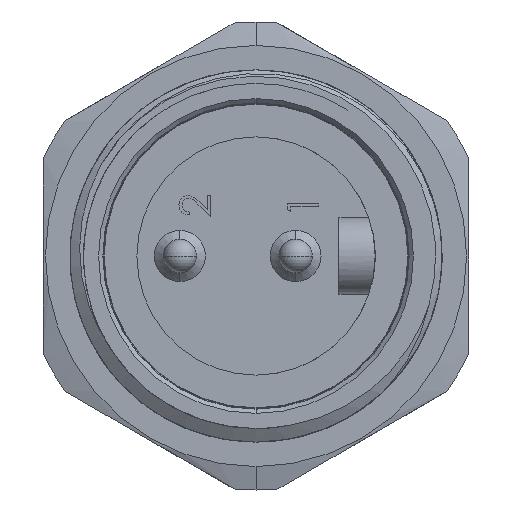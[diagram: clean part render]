
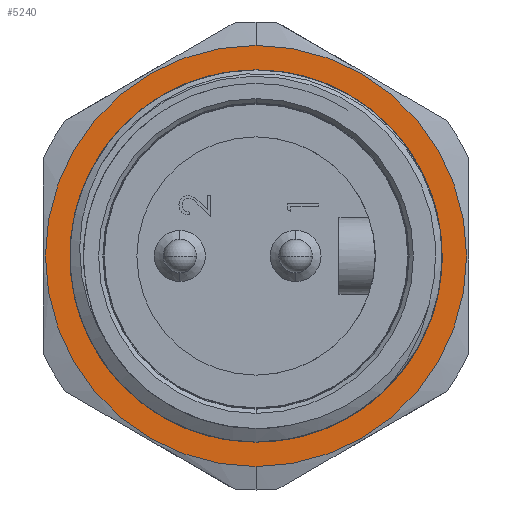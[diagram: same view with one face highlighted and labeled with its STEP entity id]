
A CAD part, left-side view. The second image highlights one B-rep face of the part: STEP entity #5240.
In plain terms, the highlighted planar face has unit normal (-1, 0, 0).
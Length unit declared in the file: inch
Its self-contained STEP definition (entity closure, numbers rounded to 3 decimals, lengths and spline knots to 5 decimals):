
#620 = FACE_OUTER_BOUND ( 'NONE', #5031, .T. ) ;
#621 = FACE_BOUND ( 'NONE', #5027, .T. ) ;
#690 = DIRECTION ( 'NONE',  ( 0., 0., -1. ) ) ;
#691 = DIRECTION ( 'NONE',  ( 1., 0., 0. ) ) ;
#692 = CARTESIAN_POINT ( 'NONE',  ( 0.307, 0.55, 0. ) ) ;
#693 = AXIS2_PLACEMENT_3D ( 'NONE', #692, #691, #690 ) ;
#694 = PLANE ( 'NONE',  #693 ) ;
#4731 = VERTEX_POINT ( 'NONE', #7491 ) ;
#4733 = EDGE_CURVE ( 'NONE', #4731, #4734, #7490, .T. ) ;
#4734 = VERTEX_POINT ( 'NONE', #7477 ) ;
#4789 = EDGE_CURVE ( 'NONE', #4790, #4791, #7350, .T. ) ;
#4790 = VERTEX_POINT ( 'NONE', #7945 ) ;
#4791 = VERTEX_POINT ( 'NONE', #8003 ) ;
#5027 = EDGE_LOOP ( 'NONE', ( #5028, #5030 ) ) ;
#5028 = ORIENTED_EDGE ( 'NONE', *, *, #5029, .F. ) ;
#5029 = EDGE_CURVE ( 'NONE', #4734, #4731, #8615, .T. ) ;
#5030 = ORIENTED_EDGE ( 'NONE', *, *, #4733, .F. ) ;
#5031 = EDGE_LOOP ( 'NONE', ( #5032, #5033 ) ) ;
#5032 = ORIENTED_EDGE ( 'NONE', *, *, #5039, .T. ) ;
#5033 = ORIENTED_EDGE ( 'NONE', *, *, #4789, .T. ) ;
#5039 = EDGE_CURVE ( 'NONE', #4791, #4790, #8591, .T. ) ;
#5240 = ADVANCED_FACE ( 'NONE', ( #621, #620 ), #694, .F. ) ;
#7350 = CIRCLE ( 'NONE', #7973, 0.495 ) ;
#7477 = CARTESIAN_POINT ( 'NONE',  ( 0.307, 0., 0.41 ) ) ;
#7478 = DIRECTION ( 'NONE',  ( 0., 0., 1. ) ) ;
#7479 = DIRECTION ( 'NONE',  ( -1., 0., 0. ) ) ;
#7480 = CARTESIAN_POINT ( 'NONE',  ( 0.307, 0., 0. ) ) ;
#7481 = AXIS2_PLACEMENT_3D ( 'NONE', #7480, #7479, #7478 ) ;
#7490 = CIRCLE ( 'NONE', #7481, 0.41 ) ;
#7491 = CARTESIAN_POINT ( 'NONE',  ( 0.307, 0., -0.41 ) ) ;
#7945 = CARTESIAN_POINT ( 'NONE',  ( 0.307, 0., 0.495 ) ) ;
#7946 = DIRECTION ( 'NONE',  ( 0., 0., 1. ) ) ;
#7947 = DIRECTION ( 'NONE',  ( -1., 0., 0. ) ) ;
#7972 = CARTESIAN_POINT ( 'NONE',  ( 0.307, 0., 0. ) ) ;
#7973 = AXIS2_PLACEMENT_3D ( 'NONE', #7972, #7947, #7946 ) ;
#8003 = CARTESIAN_POINT ( 'NONE',  ( 0.307, 0., -0.495 ) ) ;
#8582 = DIRECTION ( 'NONE',  ( 0., 0., 1. ) ) ;
#8583 = DIRECTION ( 'NONE',  ( -1., 0., 0. ) ) ;
#8584 = CARTESIAN_POINT ( 'NONE',  ( 0.307, 0., 0. ) ) ;
#8585 = AXIS2_PLACEMENT_3D ( 'NONE', #8584, #8583, #8582 ) ;
#8591 = CIRCLE ( 'NONE', #8585, 0.495 ) ;
#8611 = DIRECTION ( 'NONE',  ( 0., 0., 1. ) ) ;
#8612 = DIRECTION ( 'NONE',  ( -1., 0., 0. ) ) ;
#8613 = CARTESIAN_POINT ( 'NONE',  ( 0.307, 0., 0. ) ) ;
#8614 = AXIS2_PLACEMENT_3D ( 'NONE', #8613, #8612, #8611 ) ;
#8615 = CIRCLE ( 'NONE', #8614, 0.41 ) ;
